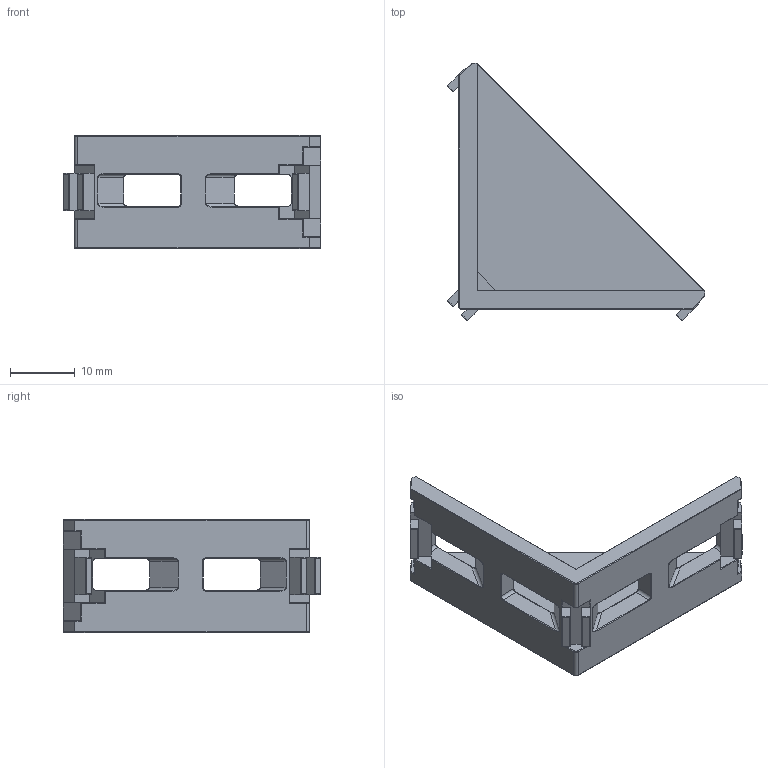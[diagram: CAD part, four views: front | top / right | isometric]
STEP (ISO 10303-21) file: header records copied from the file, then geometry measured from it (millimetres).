
FILE_DESCRIPTION (( 'STEP AP203' ), '1' );
FILE_NAME ('SNSS.30.70.16 Óãëîâîé àëþìèíèåâûé ñîåäèíèòåëü 20õ40_D, ïàç 6.STEP', '2018-07-11T07:26:38', ( 'Ïîëüçîâàòåëü Windows' ), ( '' ), 'SwSTEP 2.0', 'SolidWorks 2018', '' );
FILE_SCHEMA (( 'CONFIG_CONTROL_DESIGN' ));
Length unit declared in the file: millimetre
Products named in the file (2): SNSS.30.70.16 Óãëîâîé àëþìèíèåâûé ñîåäèíèòåëü 20õ40_D, ïàç 6
Bounding box: 39.83 x 39.83 x 17.5 mm (x, y, z)
Volume: 5013.7 mm3; surface area: 4337 mm2
Topology: 1 solids, 1 shells, 220 faces, 553 edges, 333 vertices
Faces by surface type: cylinder 110, plane 78, bspline 28, torus 4
Entity records: 7096 total; most frequent: CARTESIAN_POINT 2193, ORIENTED_EDGE 1106, DIRECTION 878, EDGE_CURVE 553, VERTEX_POINT 333, VECTOR 322, LINE 322, AXIS2_PLACEMENT_3D 278
